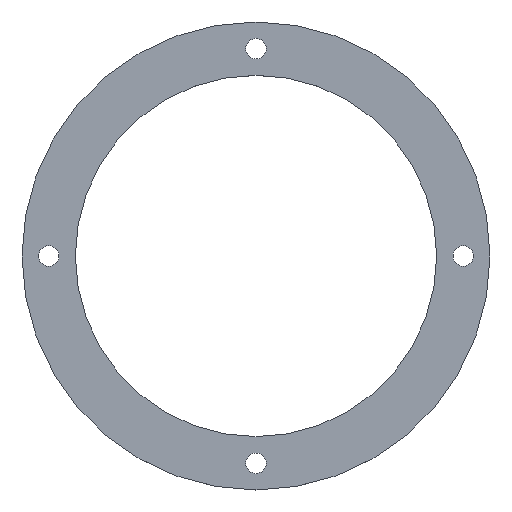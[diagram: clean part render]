
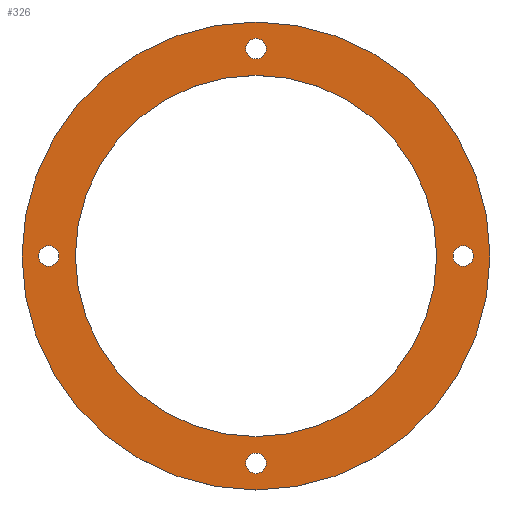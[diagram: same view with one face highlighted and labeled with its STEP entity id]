
A CAD part, top view. The second image highlights one B-rep face of the part: STEP entity #326.
In plain terms, the highlighted planar face has unit normal (0, 0, 1).
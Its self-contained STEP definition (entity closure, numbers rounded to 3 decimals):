
#69=CARTESIAN_POINT('',(0.,0.,2.));
#70=DIRECTION('',(0.,0.,1.));
#71=DIRECTION('',(1.,0.,0.));
#72=AXIS2_PLACEMENT_3D('',#69,#70,#71);
#74=CARTESIAN_POINT('',(0.,0.,2.));
#75=DIRECTION('',(0.,0.,1.));
#76=DIRECTION('',(-1.,0.,0.));
#77=AXIS2_PLACEMENT_3D('',#74,#75,#76);
#79=CARTESIAN_POINT('',(0.,0.,2.));
#80=DIRECTION('',(0.,0.,-1.));
#81=DIRECTION('',(1.,0.,0.));
#82=AXIS2_PLACEMENT_3D('',#79,#80,#81);
#84=CARTESIAN_POINT('',(0.,0.,2.));
#85=DIRECTION('',(0.,0.,-1.));
#86=DIRECTION('',(-1.,0.,0.));
#87=AXIS2_PLACEMENT_3D('',#84,#85,#86);
#89=CARTESIAN_POINT('',(0.,50.5,2.));
#90=DIRECTION('',(0.,0.,-1.));
#91=DIRECTION('',(1.,0.,0.));
#92=AXIS2_PLACEMENT_3D('',#89,#90,#91);
#94=CARTESIAN_POINT('',(0.,50.5,2.));
#95=DIRECTION('',(0.,0.,-1.));
#96=DIRECTION('',(-1.,0.,0.));
#97=AXIS2_PLACEMENT_3D('',#94,#95,#96);
#99=CARTESIAN_POINT('',(50.5,0.,2.));
#100=DIRECTION('',(0.,0.,-1.));
#101=DIRECTION('',(1.,0.,0.));
#102=AXIS2_PLACEMENT_3D('',#99,#100,#101);
#104=CARTESIAN_POINT('',(50.5,0.,2.));
#105=DIRECTION('',(0.,0.,-1.));
#106=DIRECTION('',(-1.,0.,0.));
#107=AXIS2_PLACEMENT_3D('',#104,#105,#106);
#109=CARTESIAN_POINT('',(-50.5,0.,2.));
#110=DIRECTION('',(0.,0.,-1.));
#111=DIRECTION('',(1.,0.,0.));
#112=AXIS2_PLACEMENT_3D('',#109,#110,#111);
#114=CARTESIAN_POINT('',(-50.5,0.,2.));
#115=DIRECTION('',(0.,0.,-1.));
#116=DIRECTION('',(-1.,0.,0.));
#117=AXIS2_PLACEMENT_3D('',#114,#115,#116);
#119=CARTESIAN_POINT('',(0.,-50.5,2.));
#120=DIRECTION('',(0.,0.,-1.));
#121=DIRECTION('',(1.,0.,0.));
#122=AXIS2_PLACEMENT_3D('',#119,#120,#121);
#124=CARTESIAN_POINT('',(0.,-50.5,2.));
#125=DIRECTION('',(0.,0.,-1.));
#126=DIRECTION('',(-1.,0.,0.));
#127=AXIS2_PLACEMENT_3D('',#124,#125,#126);
#193=CARTESIAN_POINT('',(57.,0.,2.));
#194=CARTESIAN_POINT('',(-57.,0.,2.));
#195=VERTEX_POINT('',#193);
#196=VERTEX_POINT('',#194);
#197=CARTESIAN_POINT('',(44.,0.,2.));
#198=CARTESIAN_POINT('',(-44.,0.,2.));
#199=VERTEX_POINT('',#197);
#200=VERTEX_POINT('',#198);
#201=CARTESIAN_POINT('',(2.5,50.5,2.));
#202=CARTESIAN_POINT('',(-2.5,50.5,2.));
#203=VERTEX_POINT('',#201);
#204=VERTEX_POINT('',#202);
#205=CARTESIAN_POINT('',(53.,0.,2.));
#206=CARTESIAN_POINT('',(48.,0.,2.));
#207=VERTEX_POINT('',#205);
#208=VERTEX_POINT('',#206);
#209=CARTESIAN_POINT('',(-48.,0.,2.));
#210=CARTESIAN_POINT('',(-53.,0.,2.));
#211=VERTEX_POINT('',#209);
#212=VERTEX_POINT('',#210);
#213=CARTESIAN_POINT('',(2.5,-50.5,2.));
#214=CARTESIAN_POINT('',(-2.5,-50.5,2.));
#215=VERTEX_POINT('',#213);
#216=VERTEX_POINT('',#214);
#287=CARTESIAN_POINT('',(0.,0.,2.));
#288=DIRECTION('',(0.,0.,1.));
#289=DIRECTION('',(1.,0.,0.));
#290=AXIS2_PLACEMENT_3D('',#287,#288,#289);
#291=PLANE('',#290);
#292=ORIENTED_EDGE('',*,*,#267,.F.);
#293=ORIENTED_EDGE('',*,*,#281,.F.);
#294=EDGE_LOOP('',(#292,#293));
#295=FACE_OUTER_BOUND('',#294,.F.);
#297=ORIENTED_EDGE('',*,*,#296,.F.);
#299=ORIENTED_EDGE('',*,*,#298,.F.);
#300=EDGE_LOOP('',(#297,#299));
#301=FACE_BOUND('',#300,.F.);
#303=ORIENTED_EDGE('',*,*,#302,.F.);
#305=ORIENTED_EDGE('',*,*,#304,.F.);
#306=EDGE_LOOP('',(#303,#305));
#307=FACE_BOUND('',#306,.F.);
#309=ORIENTED_EDGE('',*,*,#308,.F.);
#311=ORIENTED_EDGE('',*,*,#310,.F.);
#312=EDGE_LOOP('',(#309,#311));
#313=FACE_BOUND('',#312,.F.);
#315=ORIENTED_EDGE('',*,*,#314,.F.);
#317=ORIENTED_EDGE('',*,*,#316,.F.);
#318=EDGE_LOOP('',(#315,#317));
#319=FACE_BOUND('',#318,.F.);
#321=ORIENTED_EDGE('',*,*,#320,.F.);
#323=ORIENTED_EDGE('',*,*,#322,.F.);
#324=EDGE_LOOP('',(#321,#323));
#325=FACE_BOUND('',#324,.F.);
#326=ADVANCED_FACE('',(#295,#301,#307,#313,#319,#325),#291,.T.);
#73=CIRCLE('',#72,57.);
#78=CIRCLE('',#77,57.);
#83=CIRCLE('',#82,44.);
#88=CIRCLE('',#87,44.);
#93=CIRCLE('',#92,2.5);
#98=CIRCLE('',#97,2.5);
#103=CIRCLE('',#102,2.5);
#108=CIRCLE('',#107,2.5);
#113=CIRCLE('',#112,2.5);
#118=CIRCLE('',#117,2.5);
#123=CIRCLE('',#122,2.5);
#128=CIRCLE('',#127,2.5);
#267=EDGE_CURVE('',#195,#196,#73,.T.);
#281=EDGE_CURVE('',#196,#195,#78,.T.);
#296=EDGE_CURVE('',#199,#200,#83,.T.);
#298=EDGE_CURVE('',#200,#199,#88,.T.);
#302=EDGE_CURVE('',#203,#204,#93,.T.);
#304=EDGE_CURVE('',#204,#203,#98,.T.);
#308=EDGE_CURVE('',#207,#208,#103,.T.);
#310=EDGE_CURVE('',#208,#207,#108,.T.);
#314=EDGE_CURVE('',#211,#212,#113,.T.);
#316=EDGE_CURVE('',#212,#211,#118,.T.);
#320=EDGE_CURVE('',#215,#216,#123,.T.);
#322=EDGE_CURVE('',#216,#215,#128,.T.);
